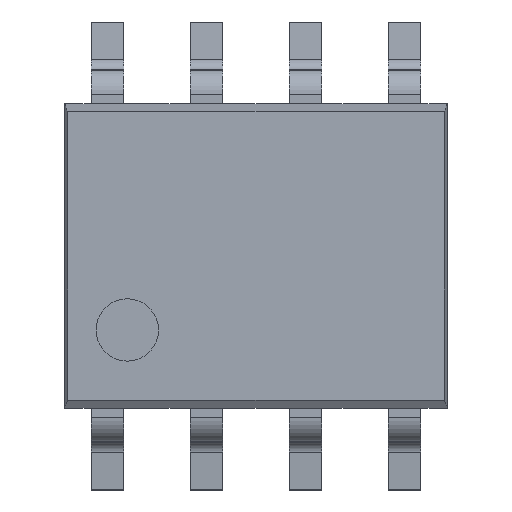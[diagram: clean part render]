
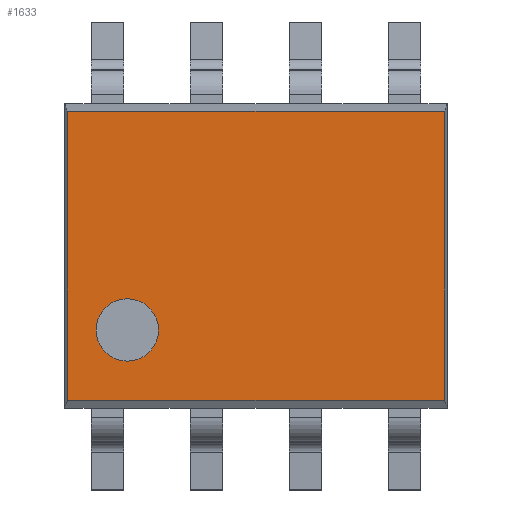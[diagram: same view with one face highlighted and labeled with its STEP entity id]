
A CAD part, top view. The second image highlights one B-rep face of the part: STEP entity #1633.
In plain terms, the highlighted planar face has unit normal (0, 0, 1).
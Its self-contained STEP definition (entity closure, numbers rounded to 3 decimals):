
#2 = CARTESIAN_POINT ( 'NONE',  ( 0.8, -3.95, 0.85 ) ) ;
#40 = AXIS2_PLACEMENT_3D ( 'NONE', #2544, #5551, #2972 ) ;
#148 = DIRECTION ( 'NONE',  ( 1., 0., 0. ) ) ;
#356 = DIRECTION ( 'NONE',  ( 0., -1., 0. ) ) ;
#576 = VERTEX_POINT ( 'NONE', #2452 ) ;
#741 = DIRECTION ( 'NONE',  ( -1., 0., 0. ) ) ;
#850 = DIRECTION ( 'NONE',  ( 1., 0., 0. ) ) ;
#867 = DIRECTION ( 'NONE',  ( 0., 0., 1. ) ) ;
#926 = CARTESIAN_POINT ( 'NONE',  ( 0., 0., 0.85 ) ) ;
#945 = PLANE ( 'NONE',  #3882 ) ;
#1079 = VERTEX_POINT ( 'NONE', #4139 ) ;
#1110 = ORIENTED_EDGE ( 'NONE', *, *, #4570, .T. ) ;
#1132 = EDGE_LOOP ( 'NONE', ( #1110, #4513, #2033, #2520 ) ) ;
#1242 = ORIENTED_EDGE ( 'NONE', *, *, #3753, .F. ) ;
#1263 = AXIS2_PLACEMENT_3D ( 'NONE', #2, #5547, #5530 ) ;
#1308 = CARTESIAN_POINT ( 'NONE',  ( 0.4, -3.95, 0.85 ) ) ;
#1312 = CARTESIAN_POINT ( 'NONE',  ( 4.864, 0., 0.85 ) ) ;
#1338 = VERTEX_POINT ( 'NONE', #2165 ) ;
#1400 = LINE ( 'NONE', #3131, #2525 ) ;
#1494 = CIRCLE ( 'NONE', #1263, 0.4 ) ;
#1567 = FACE_OUTER_BOUND ( 'NONE', #1132, .T. ) ;
#1633 = ADVANCED_FACE ( 'NONE', ( #2640, #1567 ), #945, .T. ) ;
#1671 = VECTOR ( 'NONE', #356, 1000. ) ;
#1750 = DIRECTION ( 'NONE',  ( 0., 1., 0. ) ) ;
#1899 = VECTOR ( 'NONE', #741, 1000. ) ;
#2033 = ORIENTED_EDGE ( 'NONE', *, *, #5414, .T. ) ;
#2165 = CARTESIAN_POINT ( 'NONE',  ( 0.036, -1.147, 0.85 ) ) ;
#2452 = CARTESIAN_POINT ( 'NONE',  ( 4.864, -4.853, 0.85 ) ) ;
#2520 = ORIENTED_EDGE ( 'NONE', *, *, #4732, .T. ) ;
#2525 = VECTOR ( 'NONE', #148, 1000. ) ;
#2544 = CARTESIAN_POINT ( 'NONE',  ( 0.8, -3.95, 0.85 ) ) ;
#2640 = FACE_BOUND ( 'NONE', #4033, .T. ) ;
#2756 = VECTOR ( 'NONE', #1750, 1000. ) ;
#2901 = CARTESIAN_POINT ( 'NONE',  ( 0.036, -4.853, 0.85 ) ) ;
#2972 = DIRECTION ( 'NONE',  ( 1., 0., 0. ) ) ;
#3029 = LINE ( 'NONE', #3286, #1899 ) ;
#3131 = CARTESIAN_POINT ( 'NONE',  ( 4.9, -4.853, 0.85 ) ) ;
#3286 = CARTESIAN_POINT ( 'NONE',  ( 0., -1.147, 0.85 ) ) ;
#3415 = CIRCLE ( 'NONE', #40, 0.4 ) ;
#3565 = CARTESIAN_POINT ( 'NONE',  ( 1.2, -3.95, 0.85 ) ) ;
#3753 = EDGE_CURVE ( 'NONE', #5194, #5437, #1494, .T. ) ;
#3882 = AXIS2_PLACEMENT_3D ( 'NONE', #926, #867, #850 ) ;
#4033 = EDGE_LOOP ( 'NONE', ( #4970, #1242 ) ) ;
#4139 = CARTESIAN_POINT ( 'NONE',  ( 4.864, -1.147, 0.85 ) ) ;
#4513 = ORIENTED_EDGE ( 'NONE', *, *, #5526, .T. ) ;
#4570 = EDGE_CURVE ( 'NONE', #1079, #1338, #3029, .T. ) ;
#4680 = EDGE_CURVE ( 'NONE', #5437, #5194, #3415, .T. ) ;
#4732 = EDGE_CURVE ( 'NONE', #576, #1079, #5047, .T. ) ;
#4954 = LINE ( 'NONE', #2901, #1671 ) ;
#4970 = ORIENTED_EDGE ( 'NONE', *, *, #4680, .F. ) ;
#5047 = LINE ( 'NONE', #1312, #2756 ) ;
#5131 = VERTEX_POINT ( 'NONE', #5531 ) ;
#5194 = VERTEX_POINT ( 'NONE', #1308 ) ;
#5414 = EDGE_CURVE ( 'NONE', #5131, #576, #1400, .T. ) ;
#5437 = VERTEX_POINT ( 'NONE', #3565 ) ;
#5526 = EDGE_CURVE ( 'NONE', #1338, #5131, #4954, .T. ) ;
#5530 = DIRECTION ( 'NONE',  ( 1., 0., 0. ) ) ;
#5531 = CARTESIAN_POINT ( 'NONE',  ( 0.036, -4.853, 0.85 ) ) ;
#5547 = DIRECTION ( 'NONE',  ( 0., 0., 1. ) ) ;
#5551 = DIRECTION ( 'NONE',  ( 0., 0., 1. ) ) ;
